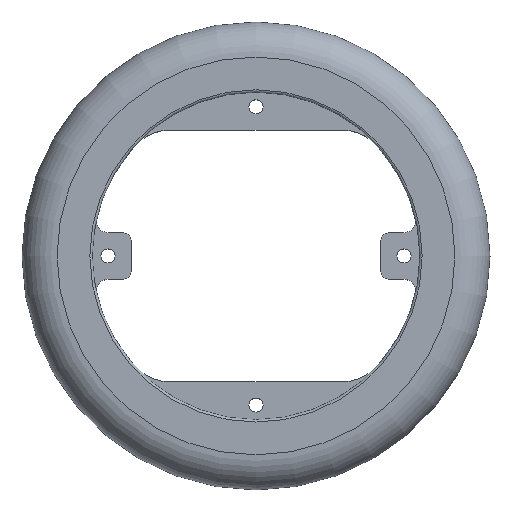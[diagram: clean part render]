
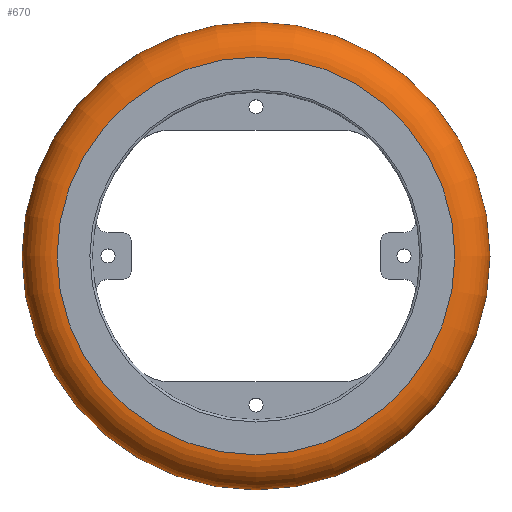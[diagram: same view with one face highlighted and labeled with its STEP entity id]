
A CAD part, top view. The second image highlights one B-rep face of the part: STEP entity #670.
In plain terms, the highlighted toroidal (fillet/blend) face has major radius 85 mm and minor radius 15 mm.
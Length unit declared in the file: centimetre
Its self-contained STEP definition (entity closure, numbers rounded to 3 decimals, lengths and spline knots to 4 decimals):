
#15=TOROIDAL_SURFACE('',#758,8.5,1.5);
#66=FACE_OUTER_BOUND('',#107,.T.);
#107=EDGE_LOOP('',(#519,#520,#521,#522));
#255=CIRCLE('',#756,8.5);
#257=CIRCLE('',#759,1.5);
#258=CIRCLE('',#760,8.5);
#326=VERTEX_POINT('',#1149);
#328=VERTEX_POINT('',#1154);
#402=EDGE_CURVE('',#326,#326,#255,.T.);
#404=EDGE_CURVE('',#326,#328,#257,.T.);
#405=EDGE_CURVE('',#328,#328,#258,.T.);
#519=ORIENTED_EDGE('',*,*,#402,.T.);
#520=ORIENTED_EDGE('',*,*,#404,.T.);
#521=ORIENTED_EDGE('',*,*,#405,.T.);
#522=ORIENTED_EDGE('',*,*,#404,.F.);
#670=ADVANCED_FACE('',(#66),#15,.T.);
#756=AXIS2_PLACEMENT_3D('',#1150,#921,#922);
#758=AXIS2_PLACEMENT_3D('',#1153,#925,#926);
#759=AXIS2_PLACEMENT_3D('',#1155,#927,#928);
#760=AXIS2_PLACEMENT_3D('',#1156,#929,#930);
#921=DIRECTION('center_axis',(0.,0.,-1.));
#922=DIRECTION('ref_axis',(-1.,0.,0.));
#925=DIRECTION('center_axis',(0.,0.,1.));
#926=DIRECTION('ref_axis',(1.,0.,0.));
#927=DIRECTION('center_axis',(0.,-1.,0.));
#928=DIRECTION('ref_axis',(-1.,0.,0.));
#929=DIRECTION('center_axis',(0.,0.,1.));
#930=DIRECTION('ref_axis',(-1.,0.,0.));
#1149=CARTESIAN_POINT('',(-8.5,0.,3.));
#1150=CARTESIAN_POINT('Origin',(0.,0.,3.));
#1153=CARTESIAN_POINT('Origin',(0.,0.,1.5));
#1154=CARTESIAN_POINT('',(-8.5,0.,0.));
#1155=CARTESIAN_POINT('Origin',(-8.5,0.,1.5));
#1156=CARTESIAN_POINT('Origin',(0.,0.,0.));
